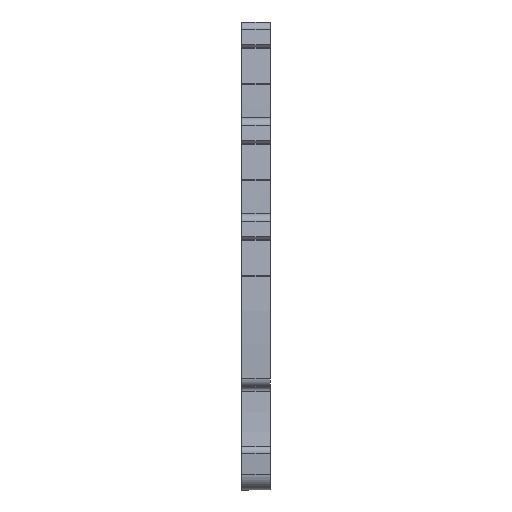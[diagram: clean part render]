
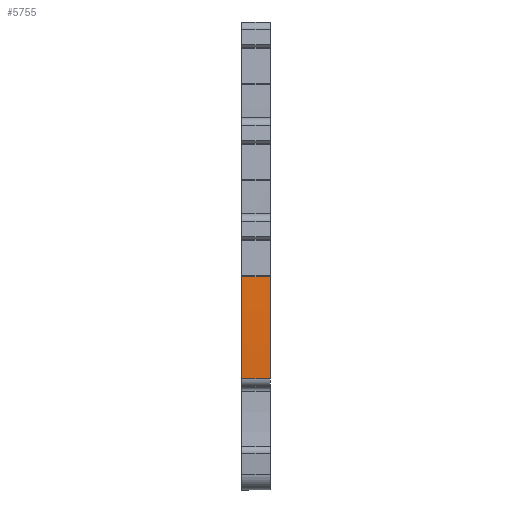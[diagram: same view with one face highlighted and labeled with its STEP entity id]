
A CAD part, front view. The second image highlights one B-rep face of the part: STEP entity #5755.
In plain terms, the highlighted cylindrical face has radius 122.2 mm (diameter 244.4 mm), a partial arc.
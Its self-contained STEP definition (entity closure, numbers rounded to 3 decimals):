
#4879=AXIS2_PLACEMENT_3D('Cylinder Axis2P3D',#4876,#4877,#4878) ;
#5732=AXIS2_PLACEMENT_3D('Circle Axis2P3D',#5730,#5731,$) ;
#5746=AXIS2_PLACEMENT_3D('Circle Axis2P3D',#5744,#5745,$) ;
#4876=CARTESIAN_POINT('Axis2P3D Location',(1.75,123.642,17.05)) ;
#5707=CARTESIAN_POINT('Vertex',(3.5,1.754,25.774)) ;
#5714=CARTESIAN_POINT('Vertex',(0.,1.754,25.774)) ;
#5717=CARTESIAN_POINT('Line Origine',(1.75,1.754,25.774)) ;
#5730=CARTESIAN_POINT('Axis2P3D Location',(0.,123.642,17.05)) ;
#5734=CARTESIAN_POINT('Vertex',(0.,1.496,13.42)) ;
#5737=CARTESIAN_POINT('Line Origine',(1.75,1.496,13.42)) ;
#5741=CARTESIAN_POINT('Vertex',(3.5,1.496,13.42)) ;
#5744=CARTESIAN_POINT('Axis2P3D Location',(3.5,123.642,17.05)) ;
#4877=DIRECTION('Axis2P3D Direction',(1.,0.,0.)) ;
#4878=DIRECTION('Axis2P3D XDirection',(0.,-0.992,0.126)) ;
#5718=DIRECTION('Vector Direction',(1.,0.,0.)) ;
#5731=DIRECTION('Axis2P3D Direction',(1.,0.,0.)) ;
#5738=DIRECTION('Vector Direction',(1.,0.,0.)) ;
#5745=DIRECTION('Axis2P3D Direction',(1.,0.,0.)) ;
#5719=VECTOR('Line Direction',#5718,1.) ;
#5739=VECTOR('Line Direction',#5738,1.) ;
#5750=ORIENTED_EDGE('',*,*,#5736,.T.) ;
#5751=ORIENTED_EDGE('',*,*,#5743,.T.) ;
#5752=ORIENTED_EDGE('',*,*,#5748,.F.) ;
#5753=ORIENTED_EDGE('',*,*,#5721,.F.) ;
#5755=ADVANCED_FACE('PartBody',(#5754),#4880,.T.) ;
#5733=CIRCLE('generated circle',#5732,122.2) ;
#5747=CIRCLE('generated circle',#5746,122.2) ;
#4880=CYLINDRICAL_SURFACE('generated cylinder',#4879,122.2) ;
#5721=EDGE_CURVE('',#5715,#5708,#5720,.T.) ;
#5736=EDGE_CURVE('',#5715,#5735,#5733,.T.) ;
#5743=EDGE_CURVE('',#5735,#5742,#5740,.T.) ;
#5748=EDGE_CURVE('',#5708,#5742,#5747,.T.) ;
#5749=EDGE_LOOP('',(#5750,#5751,#5752,#5753)) ;
#5754=FACE_OUTER_BOUND('',#5749,.T.) ;
#5720=LINE('Line',#5717,#5719) ;
#5740=LINE('Line',#5737,#5739) ;
#5708=VERTEX_POINT('',#5707) ;
#5715=VERTEX_POINT('',#5714) ;
#5735=VERTEX_POINT('',#5734) ;
#5742=VERTEX_POINT('',#5741) ;
